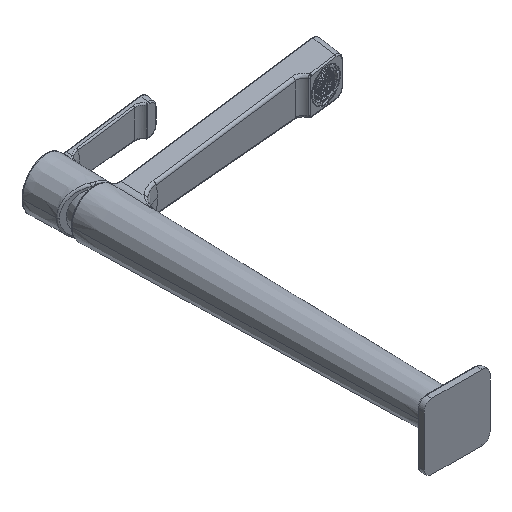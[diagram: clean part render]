
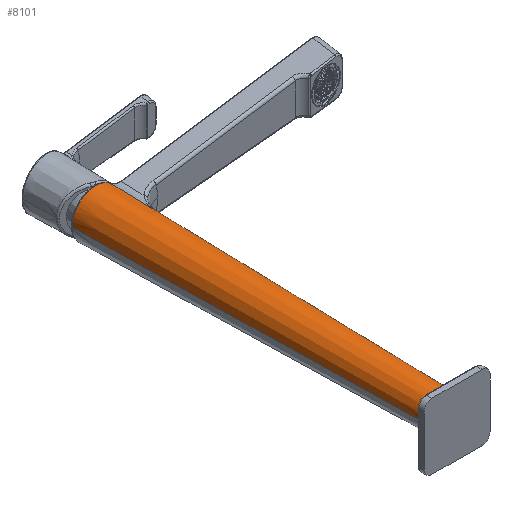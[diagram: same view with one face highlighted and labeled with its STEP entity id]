
A CAD part, isometric view. The second image highlights one B-rep face of the part: STEP entity #8101.
In plain terms, the highlighted conical face has half-angle 1.061 degrees and reference radius 17.981 mm.
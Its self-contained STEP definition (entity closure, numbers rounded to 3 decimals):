
#1090 = VERTEX_POINT ( 'NONE', #4638 ) ;
#1567 = CARTESIAN_POINT ( 'NONE',  ( -89.33, 115.136, 0. ) ) ;
#1646 = CARTESIAN_POINT ( 'NONE',  ( -90.664, 84.004, 5.122 ) ) ;
#1935 = CARTESIAN_POINT ( 'NONE',  ( -96.483, 82.726, 13.596 ) ) ;
#2109 = EDGE_CURVE ( 'NONE', #1090, #7731, #19473, .T. ) ;
#3160 = CARTESIAN_POINT ( 'NONE',  ( -96.019, 104.104, 13.73 ) ) ;
#3261 = EDGE_CURVE ( 'NONE', #22129, #4587, #12096, .T. ) ;
#3641 = CARTESIAN_POINT ( 'NONE',  ( -89.903, 84.171, 1.284 ) ) ;
#4197 = EDGE_CURVE ( 'NONE', #4587, #6635, #29086, .T. ) ;
#4313 = CARTESIAN_POINT ( 'NONE',  ( -92.179, 83.672, 8.673 ) ) ;
#4587 = VERTEX_POINT ( 'NONE', #17154 ) ;
#4638 = CARTESIAN_POINT ( 'NONE',  ( -120.424, -147.734, 0. ) ) ;
#4837 = AXIS2_PLACEMENT_3D ( 'NONE', #27556, #23145, #9590 ) ;
#5908 = CARTESIAN_POINT ( 'NONE',  ( -90.482, 84.044, 4.491 ) ) ;
#6002 = CARTESIAN_POINT ( 'NONE',  ( -90.992, 83.932, 6.055 ) ) ;
#6096 = CARTESIAN_POINT ( 'NONE',  ( -125.292, 115.136, 0. ) ) ;
#6140 = ORIENTED_EDGE ( 'NONE', *, *, #4197, .T. ) ;
#6350 = DIRECTION ( 'NONE',  ( -1., 0., 0. ) ) ;
#6481 = DIRECTION ( 'NONE',  ( 0., 1., 0. ) ) ;
#6635 = VERTEX_POINT ( 'NONE', #19195 ) ;
#7731 = VERTEX_POINT ( 'NONE', #16685 ) ;
#8101 = ADVANCED_FACE ( 'NONE', ( #15930 ), #18805, .T. ) ;
#8247 = CARTESIAN_POINT ( 'NONE',  ( -91.301, 83.864, 6.821 ) ) ;
#8530 = CARTESIAN_POINT ( 'NONE',  ( -91.628, 83.793, 7.538 ) ) ;
#8544 = VECTOR ( 'NONE', #22204, 1000. ) ;
#9590 = DIRECTION ( 'NONE',  ( -1., 0., 0. ) ) ;
#9813 = CIRCLE ( 'NONE', #4837, 13.113 ) ;
#9925 = CARTESIAN_POINT ( 'NONE',  ( -95.78, 115.136, 13.797 ) ) ;
#10493 = DIRECTION ( 'NONE',  ( -0.019, 1., 0. ) ) ;
#10598 = CARTESIAN_POINT ( 'NONE',  ( -96.483, 82.726, 13.596 ) ) ;
#10890 = CARTESIAN_POINT ( 'NONE',  ( -91.583, 83.802, 7.445 ) ) ;
#11711 = CARTESIAN_POINT ( 'NONE',  ( -89.903, 84.171, 0. ) ) ;
#12096 = B_SPLINE_CURVE_WITH_KNOTS ( 'NONE', 3,
 ( #12673, #3641, #15146, #5908, #1646, #6002, #21792, #8247, #26304, #17438, #10890, #26683, #8530, #13156, #4313, #20038, #24312, #28937, #1935 ),
 .UNSPECIFIED., .F., .F.,
 ( 4, 2, 2, 2, 1, 1, 1, 2, 2, 2, 4 ),
 ( 0., 0.25, 0.375, 0.438, 0.469, 0.484, 0.492, 0.496, 0.5, 0.75, 1. ),
 .UNSPECIFIED. ) ;
#12673 = CARTESIAN_POINT ( 'NONE',  ( -89.903, 84.171, 0. ) ) ;
#12773 = ORIENTED_EDGE ( 'NONE', *, *, #2109, .T. ) ;
#13156 = CARTESIAN_POINT ( 'NONE',  ( -91.638, 83.79, 7.558 ) ) ;
#13171 = CARTESIAN_POINT ( 'NONE',  ( -125.292, 115.136, 0. ) ) ;
#14583 = LINE ( 'NONE', #1567, #8544 ) ;
#15146 = CARTESIAN_POINT ( 'NONE',  ( -90.047, 84.139, 2.58 ) ) ;
#15616 = CARTESIAN_POINT ( 'NONE',  ( -107.311, 115.136, 0. ) ) ;
#15788 = VERTEX_POINT ( 'NONE', #6096 ) ;
#15930 = FACE_OUTER_BOUND ( 'NONE', #23327, .T. ) ;
#16160 = AXIS2_PLACEMENT_3D ( 'NONE', #20573, #18275, #16192 ) ;
#16192 = DIRECTION ( 'NONE',  ( -1., 0., 0. ) ) ;
#16685 = CARTESIAN_POINT ( 'NONE',  ( -107.311, -147.734, 13.113 ) ) ;
#16716 = VERTEX_POINT ( 'NONE', #17448 ) ;
#17154 = CARTESIAN_POINT ( 'NONE',  ( -96.483, 82.726, 13.596 ) ) ;
#17437 = CARTESIAN_POINT ( 'NONE',  ( -96.253, 93.301, 13.663 ) ) ;
#17438 = CARTESIAN_POINT ( 'NONE',  ( -91.521, 83.816, 7.313 ) ) ;
#17448 = CARTESIAN_POINT ( 'NONE',  ( -94.198, -147.734, 0. ) ) ;
#18275 = DIRECTION ( 'NONE',  ( 0., 1., 0. ) ) ;
#18805 = CONICAL_SURFACE ( 'NONE', #18822, 17.981, 0.019 ) ;
#18822 = AXIS2_PLACEMENT_3D ( 'NONE', #20049, #6481, #22278 ) ;
#19195 = CARTESIAN_POINT ( 'NONE',  ( -95.78, 115.136, 13.797 ) ) ;
#19473 = CIRCLE ( 'NONE', #16160, 13.113 ) ;
#20038 = CARTESIAN_POINT ( 'NONE',  ( -92.846, 83.525, 9.75 ) ) ;
#20049 = CARTESIAN_POINT ( 'NONE',  ( -107.311, 115.136, 0. ) ) ;
#20449 = EDGE_CURVE ( 'NONE', #6635, #15788, #25713, .T. ) ;
#20573 = CARTESIAN_POINT ( 'NONE',  ( -107.311, -147.734, 0. ) ) ;
#20575 = EDGE_CURVE ( 'NONE', #7731, #16716, #9813, .T. ) ;
#20732 = LINE ( 'NONE', #13171, #29096 ) ;
#20991 = ORIENTED_EDGE ( 'NONE', *, *, #20575, .T. ) ;
#21738 = ORIENTED_EDGE ( 'NONE', *, *, #24002, .F. ) ;
#21792 = CARTESIAN_POINT ( 'NONE',  ( -91.11, 83.906, 6.363 ) ) ;
#22129 = VERTEX_POINT ( 'NONE', #11711 ) ;
#22204 = DIRECTION ( 'NONE',  ( 0.019, 1., 0. ) ) ;
#22278 = DIRECTION ( 'NONE',  ( -1., 0., 0. ) ) ;
#22757 = ORIENTED_EDGE ( 'NONE', *, *, #20449, .T. ) ;
#23145 = DIRECTION ( 'NONE',  ( 0., 1., 0. ) ) ;
#23327 = EDGE_LOOP ( 'NONE', ( #12773, #20991, #29038, #24152, #6140, #22757, #21738 ) ) ;
#24002 = EDGE_CURVE ( 'NONE', #1090, #15788, #20732, .T. ) ;
#24152 = ORIENTED_EDGE ( 'NONE', *, *, #3261, .T. ) ;
#24312 = CARTESIAN_POINT ( 'NONE',  ( -94.458, 83.17, 11.785 ) ) ;
#25713 = CIRCLE ( 'NONE', #27672, 17.981 ) ;
#26304 = CARTESIAN_POINT ( 'NONE',  ( -91.4, 83.843, 7.049 ) ) ;
#26561 = DIRECTION ( 'NONE',  ( 0., -1., 0. ) ) ;
#26683 = CARTESIAN_POINT ( 'NONE',  ( -91.61, 83.797, 7.501 ) ) ;
#27556 = CARTESIAN_POINT ( 'NONE',  ( -107.311, -147.734, 0. ) ) ;
#27672 = AXIS2_PLACEMENT_3D ( 'NONE', #15616, #26561, #6350 ) ;
#28076 = EDGE_CURVE ( 'NONE', #16716, #22129, #14583, .T. ) ;
#28937 = CARTESIAN_POINT ( 'NONE',  ( -95.404, 82.963, 12.743 ) ) ;
#29038 = ORIENTED_EDGE ( 'NONE', *, *, #28076, .T. ) ;
#29086 = B_SPLINE_CURVE_WITH_KNOTS ( 'NONE', 3,
 ( #10598, #17437, #3160, #9925 ),
 .UNSPECIFIED., .F., .F.,
 ( 4, 4 ),
 ( 0., 1. ),
 .UNSPECIFIED. ) ;
#29096 = VECTOR ( 'NONE', #10493, 1000. ) ;
